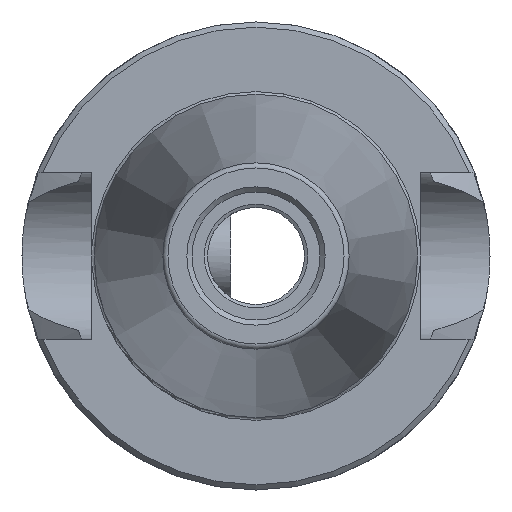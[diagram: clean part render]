
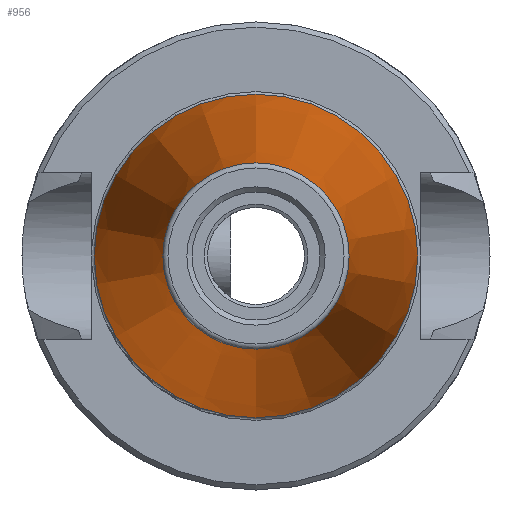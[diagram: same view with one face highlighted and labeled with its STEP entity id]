
A CAD part, left-side view. The second image highlights one B-rep face of the part: STEP entity #956.
In plain terms, the highlighted conical face has half-angle 7.973 degrees and reference radius 15.875 mm.
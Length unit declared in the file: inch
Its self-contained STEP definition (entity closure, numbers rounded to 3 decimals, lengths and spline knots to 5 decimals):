
#29=CONICAL_SURFACE('',#1075,0.625,0.139);
#90=CIRCLE('',#1062,0.35991);
#98=CIRCLE('',#1076,0.625);
#99=CIRCLE('',#1077,0.625);
#174=FACE_OUTER_BOUND('',#237,.T.);
#237=EDGE_LOOP('',(#771,#772,#773,#774,#775));
#308=LINE('',#1809,#364);
#364=VECTOR('',#1333,0.625);
#441=VERTEX_POINT('',#1782);
#448=VERTEX_POINT('',#1806);
#449=VERTEX_POINT('',#1807);
#554=EDGE_CURVE('',#441,#441,#90,.T.);
#565=EDGE_CURVE('',#448,#449,#98,.T.);
#566=EDGE_CURVE('',#449,#441,#308,.T.);
#567=EDGE_CURVE('',#449,#448,#99,.T.);
#771=ORIENTED_EDGE('',*,*,#565,.T.);
#772=ORIENTED_EDGE('',*,*,#566,.T.);
#773=ORIENTED_EDGE('',*,*,#554,.T.);
#774=ORIENTED_EDGE('',*,*,#566,.F.);
#775=ORIENTED_EDGE('',*,*,#567,.T.);
#956=ADVANCED_FACE('',(#174),#29,.T.);
#1062=AXIS2_PLACEMENT_3D('',#1783,#1300,#1301);
#1075=AXIS2_PLACEMENT_3D('',#1805,#1329,#1330);
#1076=AXIS2_PLACEMENT_3D('',#1808,#1331,#1332);
#1077=AXIS2_PLACEMENT_3D('',#1810,#1334,#1335);
#1300=DIRECTION('center_axis',(1.,0.,0.));
#1301=DIRECTION('ref_axis',(0.,0.,1.));
#1329=DIRECTION('center_axis',(1.,0.,0.));
#1330=DIRECTION('ref_axis',(0.,0.,-1.));
#1331=DIRECTION('center_axis',(-1.,0.,0.));
#1332=DIRECTION('ref_axis',(0.,0.,1.));
#1333=DIRECTION('',(-0.99,0.,-0.139));
#1334=DIRECTION('center_axis',(-1.,0.,0.));
#1335=DIRECTION('ref_axis',(0.,0.,1.));
#1782=CARTESIAN_POINT('',(-1.89277,0.,0.35991));
#1783=CARTESIAN_POINT('Origin',(-1.89277,0.,0.));
#1805=CARTESIAN_POINT('Origin',(0.,0.,0.));
#1806=CARTESIAN_POINT('',(0.,0.,-0.625));
#1807=CARTESIAN_POINT('',(0.,0.,0.625));
#1808=CARTESIAN_POINT('Origin',(0.,0.,0.));
#1809=CARTESIAN_POINT('',(0.,0.,0.625));
#1810=CARTESIAN_POINT('Origin',(0.,0.,0.));
